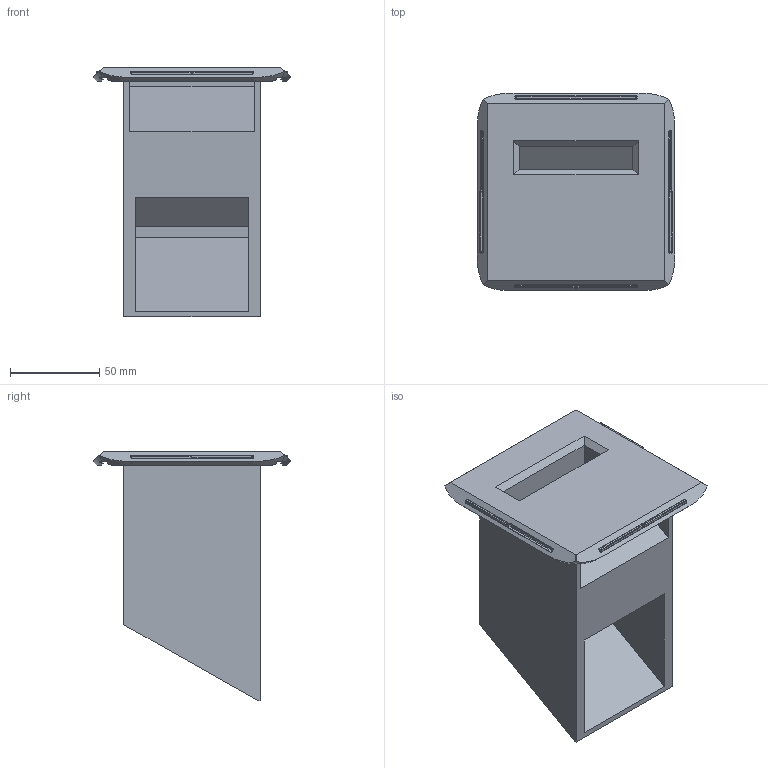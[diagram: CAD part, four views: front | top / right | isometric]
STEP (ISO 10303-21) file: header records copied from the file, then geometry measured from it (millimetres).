
FILE_DESCRIPTION(/* description */ (''),/* implementation_level */ '2;1');
FILE_NAME(/* name */ 'BOSEbuild (Airbender).step',/* time_stamp */ '2017-07-28T16:40:24-07:00',/* author */ (''),/* organization */ (''),/* preprocessor_version */ 'ST-DEVELOPER v16.13',/* originating_system */ 'Autodesk Translation Framework v6.1.1.50',/* authorisation */ '');
FILE_SCHEMA (('AUTOMOTIVE_DESIGN { 1 0 10303 214 3 1 1 }'));
Length unit declared in the file: inch
Products named in the file (1): BOSEbuild (Airbender) v17
Bounding box: 110.68 x 110.68 x 139.7 mm (x, y, z)
Volume: 217050.2 mm3; surface area: 107509.2 mm2
Topology: 1 solids, 1 shells, 381 faces, 904 edges, 518 vertices
Faces by surface type: bspline 160, cylinder 114, plane 95, sphere 12
Entity records: 25074 total; most frequent: CARTESIAN_POINT 17018, ORIENTED_EDGE 1784, DIRECTION 1580, EDGE_CURVE 892, AXIS2_PLACEMENT_3D 631, VERTEX_POINT 518, EDGE_LOOP 388, FACE_OUTER_BOUND 381
